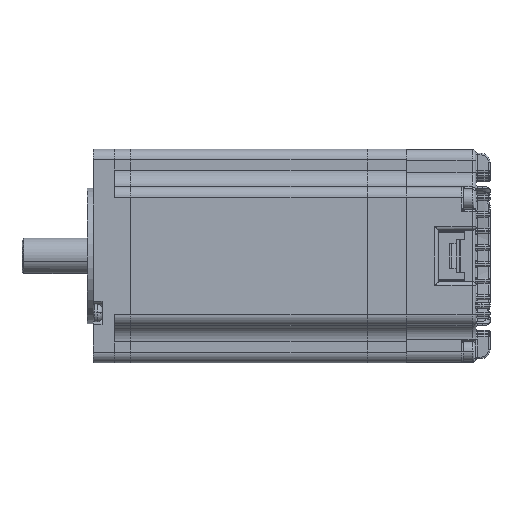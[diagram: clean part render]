
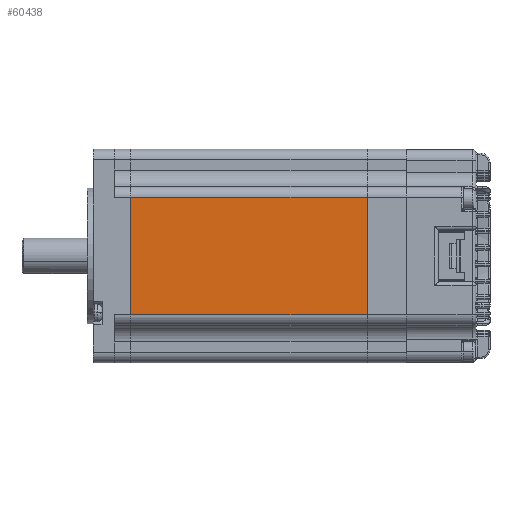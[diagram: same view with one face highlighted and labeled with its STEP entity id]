
A CAD part, left-side view. The second image highlights one B-rep face of the part: STEP entity #60438.
In plain terms, the highlighted planar face has unit normal (-1, 0, 0).
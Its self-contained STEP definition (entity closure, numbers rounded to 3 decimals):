
#2173 = VERTEX_POINT ( 'NONE', #56479 ) ;
#3869 = EDGE_CURVE ( 'NONE', #37265, #21191, #74622, .T. ) ;
#6828 = AXIS2_PLACEMENT_3D ( 'NONE', #58444, #51327, #29396 ) ;
#7930 = VECTOR ( 'NONE', #26158, 1000. ) ;
#11557 = LINE ( 'NONE', #60032, #30581 ) ;
#15039 = DIRECTION ( 'NONE',  ( 0., 0., -1. ) ) ;
#20600 = LINE ( 'NONE', #63486, #64262 ) ;
#21191 = VERTEX_POINT ( 'NONE', #43894 ) ;
#24982 = ORIENTED_EDGE ( 'NONE', *, *, #74737, .F. ) ;
#25780 = CARTESIAN_POINT ( 'NONE',  ( -30., 0., 16.5 ) ) ;
#25963 = CARTESIAN_POINT ( 'NONE',  ( -30., 0., 16.5 ) ) ;
#26158 = DIRECTION ( 'NONE',  ( 0., 0., -1. ) ) ;
#29396 = DIRECTION ( 'NONE',  ( 0., 0., 1. ) ) ;
#30581 = VECTOR ( 'NONE', #34977, 1000. ) ;
#31126 = EDGE_CURVE ( 'NONE', #64416, #21191, #59732, .T. ) ;
#34540 = ORIENTED_EDGE ( 'NONE', *, *, #31126, .T. ) ;
#34977 = DIRECTION ( 'NONE',  ( 0., -1., 0. ) ) ;
#35459 = DIRECTION ( 'NONE',  ( 0., -1., 0. ) ) ;
#35857 = CARTESIAN_POINT ( 'NONE',  ( -30., 66.5, -16.5 ) ) ;
#36769 = VECTOR ( 'NONE', #35459, 1000. ) ;
#37265 = VERTEX_POINT ( 'NONE', #25963 ) ;
#39752 = FACE_OUTER_BOUND ( 'NONE', #45659, .T. ) ;
#40542 = PLANE ( 'NONE',  #6828 ) ;
#43462 = CARTESIAN_POINT ( 'NONE',  ( -30., 66.5, -16.5 ) ) ;
#43894 = CARTESIAN_POINT ( 'NONE',  ( -30., 0., -16.5 ) ) ;
#45659 = EDGE_LOOP ( 'NONE', ( #76620, #24982, #66755, #34540 ) ) ;
#51327 = DIRECTION ( 'NONE',  ( -1., 0., 0. ) ) ;
#56479 = CARTESIAN_POINT ( 'NONE',  ( -30., 66.5, 16.5 ) ) ;
#58444 = CARTESIAN_POINT ( 'NONE',  ( -30., 66.5, 16.5 ) ) ;
#59732 = LINE ( 'NONE', #35857, #36769 ) ;
#60032 = CARTESIAN_POINT ( 'NONE',  ( -30., 66.5, 16.5 ) ) ;
#60438 = ADVANCED_FACE ( 'NONE', ( #39752 ), #40542, .T. ) ;
#63486 = CARTESIAN_POINT ( 'NONE',  ( -30., 66.5, 16.5 ) ) ;
#64262 = VECTOR ( 'NONE', #15039, 1000. ) ;
#64416 = VERTEX_POINT ( 'NONE', #43462 ) ;
#66755 = ORIENTED_EDGE ( 'NONE', *, *, #69163, .T. ) ;
#69163 = EDGE_CURVE ( 'NONE', #2173, #64416, #20600, .T. ) ;
#74622 = LINE ( 'NONE', #25780, #7930 ) ;
#74737 = EDGE_CURVE ( 'NONE', #2173, #37265, #11557, .T. ) ;
#76620 = ORIENTED_EDGE ( 'NONE', *, *, #3869, .F. ) ;
